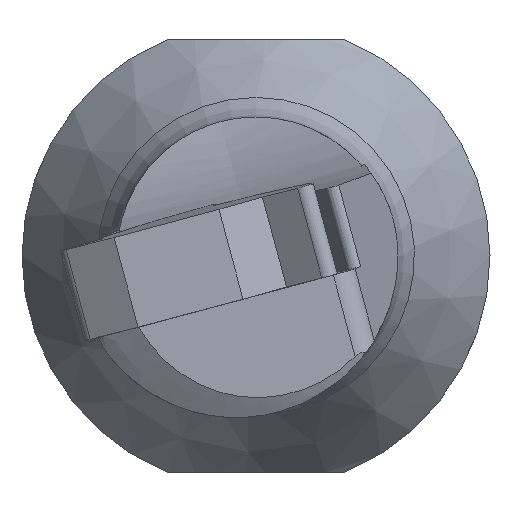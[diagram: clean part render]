
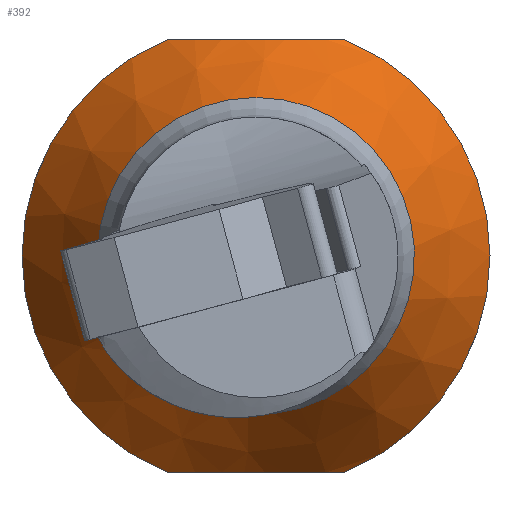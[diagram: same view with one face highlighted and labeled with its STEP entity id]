
A CAD part, left-side view. The second image highlights one B-rep face of the part: STEP entity #392.
In plain terms, the highlighted conical face has half-angle 30 degrees and reference radius 8 mm.
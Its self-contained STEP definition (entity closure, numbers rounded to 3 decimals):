
#373=FACE_BOUND('',#489,.T.);
#374=FACE_BOUND('',#490,.T.);
#380=CONICAL_SURFACE('',#1103,8.,30.);
#392=ADVANCED_FACE('',(#373,#374),#380,.T.);
#489=EDGE_LOOP('',(#716));
#490=EDGE_LOOP('',(#717,#718,#719,#720));
#666=B_SPLINE_CURVE_WITH_KNOTS('',3,(#1804,#1805,#1806,#1807,#1808,#1809),
 .UNSPECIFIED.,.F.,.F.,(4,2,4),(0.,0.5,1.),.UNSPECIFIED.);
#667=B_SPLINE_CURVE_WITH_KNOTS('',3,(#1813,#1814,#1815,#1816,#1817,#1818),
 .UNSPECIFIED.,.F.,.F.,(4,2,4),(0.,0.5,1.),.UNSPECIFIED.);
#716=ORIENTED_EDGE('',*,*,#988,.F.);
#717=ORIENTED_EDGE('',*,*,#986,.T.);
#718=ORIENTED_EDGE('',*,*,#989,.F.);
#719=ORIENTED_EDGE('',*,*,#990,.T.);
#720=ORIENTED_EDGE('',*,*,#991,.T.);
#908=VERTEX_POINT('',#1797);
#909=VERTEX_POINT('',#1799);
#910=VERTEX_POINT('',#1803);
#911=VERTEX_POINT('',#1810);
#912=VERTEX_POINT('',#1812);
#986=EDGE_CURVE('',#909,#908,#1067,.T.);
#988=EDGE_CURVE('',#910,#910,#1068,.T.);
#989=EDGE_CURVE('',#911,#908,#666,.T.);
#990=EDGE_CURVE('',#911,#912,#1069,.T.);
#991=EDGE_CURVE('',#912,#909,#667,.T.);
#1067=CIRCLE('',#1099,8.);
#1068=CIRCLE('',#1101,5.42);
#1069=CIRCLE('',#1102,8.);
#1099=AXIS2_PLACEMENT_3D('',#1798,#1189,#1190);
#1101=AXIS2_PLACEMENT_3D('',#1802,#1194,#1195);
#1102=AXIS2_PLACEMENT_3D('',#1811,#1196,#1197);
#1103=AXIS2_PLACEMENT_3D('',#1819,#1198,#1199);
#1189=DIRECTION('',(-1.,0.,0.));
#1190=DIRECTION('',(0.,0.,1.));
#1194=DIRECTION('',(-1.,0.,0.));
#1195=DIRECTION('',(0.,0.,1.));
#1196=DIRECTION('',(-1.,0.,0.));
#1197=DIRECTION('',(0.,0.,1.));
#1198=DIRECTION('',(1.,0.,0.));
#1199=DIRECTION('',(0.,0.,-1.));
#1797=CARTESIAN_POINT('',(31.969,-3.04,7.4));
#1798=CARTESIAN_POINT('',(31.969,0.,0.));
#1799=CARTESIAN_POINT('',(31.969,-3.04,-7.4));
#1802=CARTESIAN_POINT('',(27.5,0.,0.));
#1803=CARTESIAN_POINT('',(27.5,0.,5.42));
#1804=CARTESIAN_POINT('',(31.969,3.04,7.4));
#1805=CARTESIAN_POINT('',(31.37,2.13,7.4));
#1806=CARTESIAN_POINT('',(30.93,1.089,7.4));
#1807=CARTESIAN_POINT('',(30.929,-1.087,7.4));
#1808=CARTESIAN_POINT('',(31.375,-2.137,7.4));
#1809=CARTESIAN_POINT('',(31.969,-3.04,7.4));
#1810=CARTESIAN_POINT('',(31.969,3.04,7.4));
#1811=CARTESIAN_POINT('',(31.969,0.,0.));
#1812=CARTESIAN_POINT('',(31.969,3.04,-7.4));
#1813=CARTESIAN_POINT('',(31.969,3.04,-7.4));
#1814=CARTESIAN_POINT('',(31.37,2.13,-7.4));
#1815=CARTESIAN_POINT('',(30.93,1.089,-7.4));
#1816=CARTESIAN_POINT('',(30.929,-1.087,-7.4));
#1817=CARTESIAN_POINT('',(31.375,-2.137,-7.4));
#1818=CARTESIAN_POINT('',(31.969,-3.04,-7.4));
#1819=CARTESIAN_POINT('',(31.969,0.,0.));
